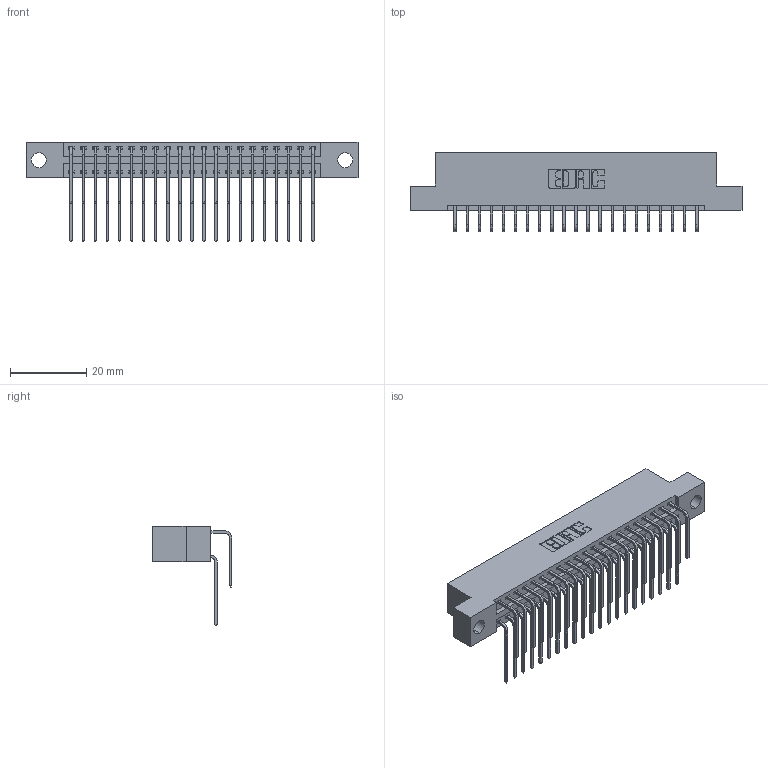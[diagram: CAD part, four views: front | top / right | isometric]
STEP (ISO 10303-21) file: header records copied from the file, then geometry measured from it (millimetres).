
FILE_DESCRIPTION (( 'STEP AP203' ), '1' );
FILE_NAME ('346-042-559-204.STEP', '2022-05-20T05:33:13', ( '' ), ( '' ), 'SwSTEP 2.0', 'SolidWorks 2020', '' );
FILE_SCHEMA (( 'CONFIG_CONTROL_DESIGN' ));
Length unit declared in the file: inch
Products named in the file (4): 345-292-001_558 559 Tail - 1; 345-292-001_559 Tail - 2; 346-042-559-204; 346 Part_Flush Mounting Lugs - 0.156 Dia-TH
Assembly tree (43 placements, depth 2):
  346-042-559-204
    346 Part_Flush Mounting Lugs - 0.156 Dia-TH
    345-292-001_558 559 Tail - 1  x21
    345-292-001_559 Tail - 2  x21
Bounding box: 87.25 x 20.89 x 26.16 mm (x, y, z)
Volume: 8481.1 mm3; surface area: 12338 mm2
Topology: 43 solids, 43 shells, 2404 faces, 7127 edges, 4694 vertices
Faces by surface type: plane 1644, cylinder 760
Entity records: 18735 total; most frequent: CARTESIAN_POINT 3173, ORIENTED_EDGE 3054, DIRECTION 2819, EDGE_CURVE 1527, VECTOR 1271, LINE 1271, VERTEX_POINT 1014, AXIS2_PLACEMENT_3D 774
